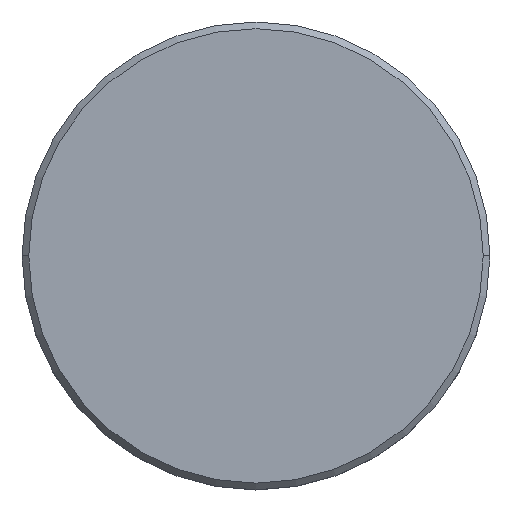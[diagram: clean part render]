
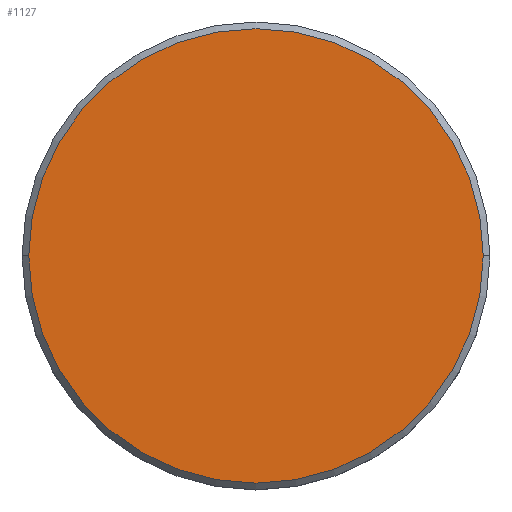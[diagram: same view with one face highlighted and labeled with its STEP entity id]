
A CAD part, top view. The second image highlights one B-rep face of the part: STEP entity #1127.
In plain terms, the highlighted planar face has unit normal (0, 0, 1).
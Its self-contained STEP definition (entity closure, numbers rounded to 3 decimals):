
#59 = DIRECTION ( 'NONE',  ( 0., 0., 1. ) ) ;
#128 = CIRCLE ( 'NONE', #1078, 17. ) ;
#161 = ORIENTED_EDGE ( 'NONE', *, *, #480, .T. ) ;
#238 = CARTESIAN_POINT ( 'NONE',  ( -17., 0., 0. ) ) ;
#289 = PLANE ( 'NONE',  #997 ) ;
#318 = DIRECTION ( 'NONE',  ( 1., 0., 0. ) ) ;
#322 = DIRECTION ( 'NONE',  ( 1., 0., 0. ) ) ;
#331 = EDGE_CURVE ( 'NONE', #522, #1012, #128, .T. ) ;
#397 = CARTESIAN_POINT ( 'NONE',  ( 17., 0., 0. ) ) ;
#427 = EDGE_LOOP ( 'NONE', ( #594, #161 ) ) ;
#480 = EDGE_CURVE ( 'NONE', #1012, #522, #933, .T. ) ;
#522 = VERTEX_POINT ( 'NONE', #238 ) ;
#556 = CARTESIAN_POINT ( 'NONE',  ( 0., 0., 0. ) ) ;
#594 = ORIENTED_EDGE ( 'NONE', *, *, #331, .T. ) ;
#741 = DIRECTION ( 'NONE',  ( 1., 0., 0. ) ) ;
#758 = FACE_OUTER_BOUND ( 'NONE', #427, .T. ) ;
#871 = DIRECTION ( 'NONE',  ( 0., 0., 1. ) ) ;
#912 = DIRECTION ( 'NONE',  ( 0., 0., 1. ) ) ;
#933 = CIRCLE ( 'NONE', #1014, 17. ) ;
#997 = AXIS2_PLACEMENT_3D ( 'NONE', #1005, #871, #318 ) ;
#1005 = CARTESIAN_POINT ( 'NONE',  ( 0., 0., 0. ) ) ;
#1012 = VERTEX_POINT ( 'NONE', #397 ) ;
#1014 = AXIS2_PLACEMENT_3D ( 'NONE', #1123, #59, #322 ) ;
#1078 = AXIS2_PLACEMENT_3D ( 'NONE', #556, #912, #741 ) ;
#1123 = CARTESIAN_POINT ( 'NONE',  ( 0., 0., 0. ) ) ;
#1127 = ADVANCED_FACE ( 'NONE', ( #758 ), #289, .T. ) ;
